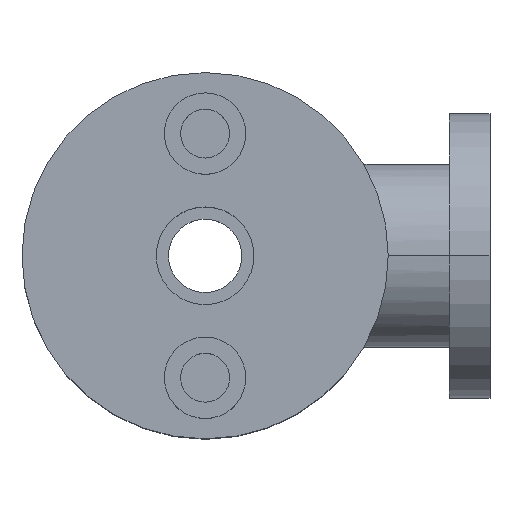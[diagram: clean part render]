
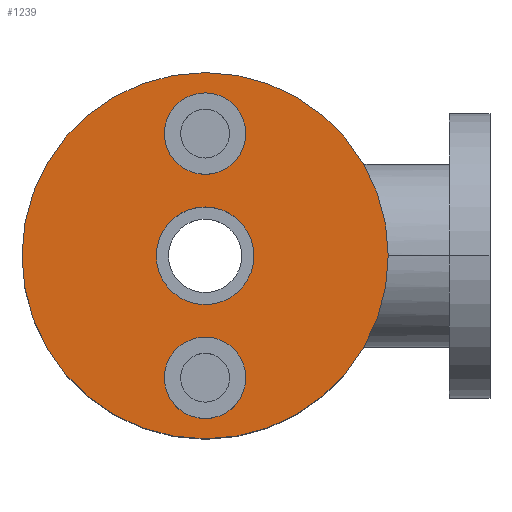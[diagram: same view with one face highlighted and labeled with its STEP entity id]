
A CAD part, top view. The second image highlights one B-rep face of the part: STEP entity #1239.
In plain terms, the highlighted planar face has unit normal (0, 0, 1).
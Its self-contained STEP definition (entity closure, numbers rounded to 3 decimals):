
#71 = DIRECTION ( 'NONE',  ( 0., 0., 1. ) ) ;
#111 = EDGE_CURVE ( 'NONE', #1388, #920, #385, .T. ) ;
#117 = DIRECTION ( 'NONE',  ( 0., 0., 1. ) ) ;
#123 = DIRECTION ( 'NONE',  ( 0., 0., 1. ) ) ;
#134 = AXIS2_PLACEMENT_3D ( 'NONE', #1416, #123, #1298 ) ;
#163 = DIRECTION ( 'NONE',  ( 0., 0., 1. ) ) ;
#223 = EDGE_CURVE ( 'NONE', #646, #986, #1136, .T. ) ;
#237 = CIRCLE ( 'NONE', #888, 45. ) ;
#272 = CARTESIAN_POINT ( 'NONE',  ( 0., 0., 70. ) ) ;
#276 = CIRCLE ( 'NONE', #1348, 10. ) ;
#279 = CARTESIAN_POINT ( 'NONE',  ( 0., 0., 70. ) ) ;
#289 = EDGE_CURVE ( 'NONE', #920, #1388, #1186, .T. ) ;
#303 = DIRECTION ( 'NONE',  ( 1., 0., 0. ) ) ;
#328 = AXIS2_PLACEMENT_3D ( 'NONE', #1409, #1424, #364 ) ;
#344 = VERTEX_POINT ( 'NONE', #377 ) ;
#364 = DIRECTION ( 'NONE',  ( 1., 0., 0. ) ) ;
#377 = CARTESIAN_POINT ( 'NONE',  ( -10., 30., 70. ) ) ;
#385 = CIRCLE ( 'NONE', #690, 10. ) ;
#388 = ORIENTED_EDGE ( 'NONE', *, *, #289, .F. ) ;
#435 = ORIENTED_EDGE ( 'NONE', *, *, #111, .F. ) ;
#467 = ORIENTED_EDGE ( 'NONE', *, *, #1124, .F. ) ;
#477 = FACE_BOUND ( 'NONE', #804, .T. ) ;
#491 = ORIENTED_EDGE ( 'NONE', *, *, #499, .F. ) ;
#499 = EDGE_CURVE ( 'NONE', #986, #646, #1352, .T. ) ;
#502 = CIRCLE ( 'NONE', #1130, 10. ) ;
#508 = AXIS2_PLACEMENT_3D ( 'NONE', #541, #71, #922 ) ;
#518 = EDGE_CURVE ( 'NONE', #1524, #1532, #237, .T. ) ;
#541 = CARTESIAN_POINT ( 'NONE',  ( 0., -30., 70. ) ) ;
#544 = CARTESIAN_POINT ( 'NONE',  ( 10., 30., 70. ) ) ;
#569 = DIRECTION ( 'NONE',  ( 1., 0., 0. ) ) ;
#621 = ORIENTED_EDGE ( 'NONE', *, *, #1151, .T. ) ;
#646 = VERTEX_POINT ( 'NONE', #822 ) ;
#690 = AXIS2_PLACEMENT_3D ( 'NONE', #891, #163, #898 ) ;
#765 = CARTESIAN_POINT ( 'NONE',  ( -10., -30., 70. ) ) ;
#792 = EDGE_LOOP ( 'NONE', ( #467, #1137 ) ) ;
#804 = EDGE_LOOP ( 'NONE', ( #1507, #491 ) ) ;
#822 = CARTESIAN_POINT ( 'NONE',  ( 12., 0., 70. ) ) ;
#823 = FACE_BOUND ( 'NONE', #792, .T. ) ;
#865 = DIRECTION ( 'NONE',  ( 0., 0., 1. ) ) ;
#882 = CIRCLE ( 'NONE', #134, 45. ) ;
#888 = AXIS2_PLACEMENT_3D ( 'NONE', #279, #865, #1334 ) ;
#891 = CARTESIAN_POINT ( 'NONE',  ( 0., -30., 70. ) ) ;
#898 = DIRECTION ( 'NONE',  ( 1., 0., 0. ) ) ;
#914 = DIRECTION ( 'NONE',  ( 0., 0., 1. ) ) ;
#920 = VERTEX_POINT ( 'NONE', #1249 ) ;
#921 = CARTESIAN_POINT ( 'NONE',  ( -12., 0., 70. ) ) ;
#922 = DIRECTION ( 'NONE',  ( 1., 0., 0. ) ) ;
#926 = CARTESIAN_POINT ( 'NONE',  ( 45., 0., 70. ) ) ;
#947 = CARTESIAN_POINT ( 'NONE',  ( 0., 30., 70. ) ) ;
#971 = PLANE ( 'NONE',  #328 ) ;
#986 = VERTEX_POINT ( 'NONE', #921 ) ;
#1026 = CARTESIAN_POINT ( 'NONE',  ( 0., 30., 70. ) ) ;
#1028 = EDGE_LOOP ( 'NONE', ( #435, #388 ) ) ;
#1073 = FACE_BOUND ( 'NONE', #1028, .T. ) ;
#1094 = DIRECTION ( 'NONE',  ( 1., 0., 0. ) ) ;
#1100 = DIRECTION ( 'NONE',  ( 0., 0., 1. ) ) ;
#1124 = EDGE_CURVE ( 'NONE', #344, #1440, #276, .T. ) ;
#1130 = AXIS2_PLACEMENT_3D ( 'NONE', #947, #117, #1094 ) ;
#1136 = CIRCLE ( 'NONE', #1475, 12. ) ;
#1137 = ORIENTED_EDGE ( 'NONE', *, *, #1216, .F. ) ;
#1151 = EDGE_CURVE ( 'NONE', #1532, #1524, #882, .T. ) ;
#1186 = CIRCLE ( 'NONE', #508, 10. ) ;
#1216 = EDGE_CURVE ( 'NONE', #1440, #344, #502, .T. ) ;
#1239 = ADVANCED_FACE ( 'NONE', ( #823, #1073, #477, #1544 ), #971, .T. ) ;
#1249 = CARTESIAN_POINT ( 'NONE',  ( 10., -30., 70. ) ) ;
#1259 = CARTESIAN_POINT ( 'NONE',  ( 0., 0., 70. ) ) ;
#1268 = EDGE_LOOP ( 'NONE', ( #621, #1444 ) ) ;
#1298 = DIRECTION ( 'NONE',  ( 1., 0., 0. ) ) ;
#1334 = DIRECTION ( 'NONE',  ( 1., 0., 0. ) ) ;
#1348 = AXIS2_PLACEMENT_3D ( 'NONE', #1026, #1484, #303 ) ;
#1349 = DIRECTION ( 'NONE',  ( 1., 0., 0. ) ) ;
#1352 = CIRCLE ( 'NONE', #1501, 12. ) ;
#1383 = CARTESIAN_POINT ( 'NONE',  ( -45., 0., 70. ) ) ;
#1388 = VERTEX_POINT ( 'NONE', #765 ) ;
#1409 = CARTESIAN_POINT ( 'NONE',  ( 0., 0., 70. ) ) ;
#1416 = CARTESIAN_POINT ( 'NONE',  ( 0., 0., 70. ) ) ;
#1424 = DIRECTION ( 'NONE',  ( 0., 0., 1. ) ) ;
#1440 = VERTEX_POINT ( 'NONE', #544 ) ;
#1444 = ORIENTED_EDGE ( 'NONE', *, *, #518, .T. ) ;
#1475 = AXIS2_PLACEMENT_3D ( 'NONE', #1259, #914, #569 ) ;
#1484 = DIRECTION ( 'NONE',  ( 0., 0., 1. ) ) ;
#1501 = AXIS2_PLACEMENT_3D ( 'NONE', #272, #1100, #1349 ) ;
#1507 = ORIENTED_EDGE ( 'NONE', *, *, #223, .F. ) ;
#1524 = VERTEX_POINT ( 'NONE', #926 ) ;
#1532 = VERTEX_POINT ( 'NONE', #1383 ) ;
#1544 = FACE_OUTER_BOUND ( 'NONE', #1268, .T. ) ;
